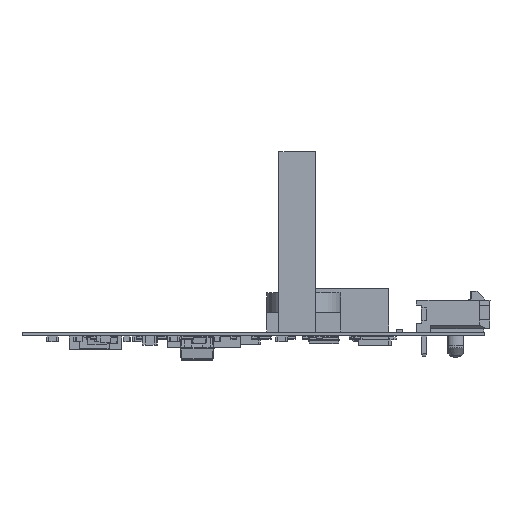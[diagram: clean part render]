
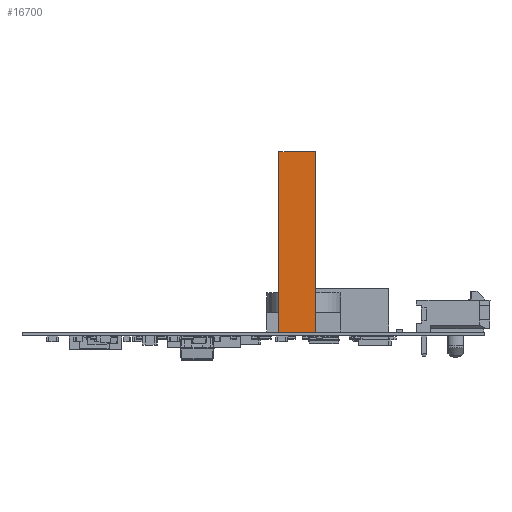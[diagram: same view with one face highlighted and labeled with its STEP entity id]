
A CAD part, left-side view. The second image highlights one B-rep face of the part: STEP entity #16700.
In plain terms, the highlighted planar face has unit normal (-1, 0, 0).
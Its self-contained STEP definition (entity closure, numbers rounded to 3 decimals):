
#16675 = VERTEX_POINT('',#16676);
#16676 = CARTESIAN_POINT('',(-8.,-2.5,24.5));
#16682 = EDGE_CURVE('',#16683,#16675,#16685,.T.);
#16683 = VERTEX_POINT('',#16684);
#16684 = CARTESIAN_POINT('',(-8.,-2.5,0.));
#16685 = LINE('',#16686,#16687);
#16686 = CARTESIAN_POINT('',(-8.,-2.5,0.));
#16687 = VECTOR('',#16688,1.);
#16688 = DIRECTION('',(0.,0.,1.));
#16700 = ADVANCED_FACE('',(#16701),#16726,.T.);
#16701 = FACE_BOUND('',#16702,.T.);
#16702 = EDGE_LOOP('',(#16703,#16704,#16712,#16720));
#16703 = ORIENTED_EDGE('',*,*,#16682,.T.);
#16704 = ORIENTED_EDGE('',*,*,#16705,.T.);
#16705 = EDGE_CURVE('',#16675,#16706,#16708,.T.);
#16706 = VERTEX_POINT('',#16707);
#16707 = CARTESIAN_POINT('',(-8.,2.5,24.5));
#16708 = LINE('',#16709,#16710);
#16709 = CARTESIAN_POINT('',(-8.,-2.5,24.5));
#16710 = VECTOR('',#16711,1.);
#16711 = DIRECTION('',(0.,1.,0.));
#16712 = ORIENTED_EDGE('',*,*,#16713,.F.);
#16713 = EDGE_CURVE('',#16714,#16706,#16716,.T.);
#16714 = VERTEX_POINT('',#16715);
#16715 = CARTESIAN_POINT('',(-8.,2.5,0.));
#16716 = LINE('',#16717,#16718);
#16717 = CARTESIAN_POINT('',(-8.,2.5,0.));
#16718 = VECTOR('',#16719,1.);
#16719 = DIRECTION('',(0.,0.,1.));
#16720 = ORIENTED_EDGE('',*,*,#16721,.F.);
#16721 = EDGE_CURVE('',#16683,#16714,#16722,.T.);
#16722 = LINE('',#16723,#16724);
#16723 = CARTESIAN_POINT('',(-8.,-2.5,0.));
#16724 = VECTOR('',#16725,1.);
#16725 = DIRECTION('',(0.,1.,0.));
#16726 = PLANE('',#16727);
#16727 = AXIS2_PLACEMENT_3D('',#16728,#16729,#16730);
#16728 = CARTESIAN_POINT('',(-8.,-2.5,0.));
#16729 = DIRECTION('',(-1.,0.,0.));
#16730 = DIRECTION('',(0.,1.,0.));
